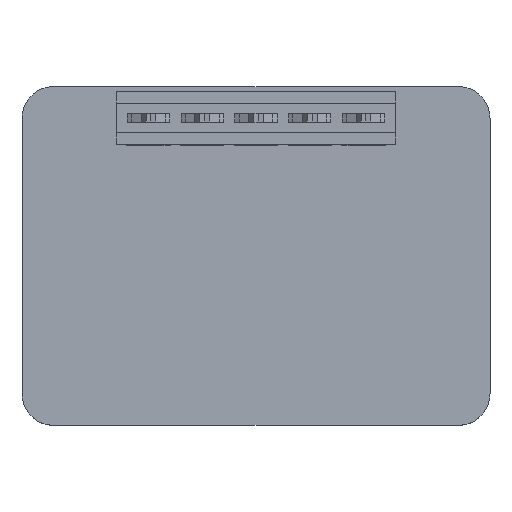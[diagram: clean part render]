
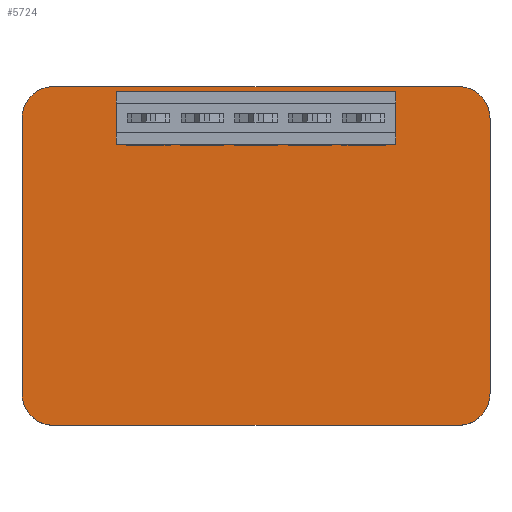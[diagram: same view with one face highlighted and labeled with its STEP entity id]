
A CAD part, top view. The second image highlights one B-rep face of the part: STEP entity #5724.
In plain terms, the highlighted planar face has unit normal (0, 0, 1).
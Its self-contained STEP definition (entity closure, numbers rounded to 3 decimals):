
#10 = VERTEX_POINT ( 'NONE', #5125 ) ;
#22 = AXIS2_PLACEMENT_3D ( 'NONE', #5244, #9365, #9028 ) ;
#437 = CARTESIAN_POINT ( 'NONE',  ( -83.884, 19.793, 39.534 ) ) ;
#480 = ORIENTED_EDGE ( 'NONE', *, *, #4081, .T. ) ;
#788 = CARTESIAN_POINT ( 'NONE',  ( -105.984, 19.793, 39.534 ) ) ;
#1011 = CARTESIAN_POINT ( 'NONE',  ( -94.934, 11.793, 39.534 ) ) ;
#1089 = EDGE_CURVE ( 'NONE', #4833, #3294, #2839, .T. ) ;
#1145 = DIRECTION ( 'NONE',  ( 1., 0., 0. ) ) ;
#1513 = LINE ( 'NONE', #6043, #4131 ) ;
#1742 = AXIS2_PLACEMENT_3D ( 'NONE', #2333, #9095, #6061 ) ;
#1916 = CARTESIAN_POINT ( 'NONE',  ( -85.384, 19.793, 39.534 ) ) ;
#1997 = DIRECTION ( 'NONE',  ( 0., -1., 0. ) ) ;
#2023 = AXIS2_PLACEMENT_3D ( 'NONE', #3416, #4820, #2586 ) ;
#2155 = DIRECTION ( 'NONE',  ( -1., 0., 0. ) ) ;
#2172 = VERTEX_POINT ( 'NONE', #2696 ) ;
#2333 = CARTESIAN_POINT ( 'NONE',  ( -85.384, 5.293, 39.534 ) ) ;
#2563 = VERTEX_POINT ( 'NONE', #8404 ) ;
#2586 = DIRECTION ( 'NONE',  ( 1., 0., 0. ) ) ;
#2592 = FACE_OUTER_BOUND ( 'NONE', #9008, .T. ) ;
#2689 = DIRECTION ( 'NONE',  ( 1., 0., 0. ) ) ;
#2696 = CARTESIAN_POINT ( 'NONE',  ( -105.984, 5.293, 39.534 ) ) ;
#2839 = CIRCLE ( 'NONE', #2023, 1.5 ) ;
#2858 = VERTEX_POINT ( 'NONE', #3881 ) ;
#3038 = LINE ( 'NONE', #7454, #5590 ) ;
#3294 = VERTEX_POINT ( 'NONE', #1916 ) ;
#3416 = CARTESIAN_POINT ( 'NONE',  ( -85.384, 18.293, 39.534 ) ) ;
#3445 = CIRCLE ( 'NONE', #22, 1.5 ) ;
#3515 = VECTOR ( 'NONE', #1997, 1000. ) ;
#3840 = DIRECTION ( 'NONE',  ( -1., 0., 0. ) ) ;
#3845 = ORIENTED_EDGE ( 'NONE', *, *, #7763, .T. ) ;
#3856 = ORIENTED_EDGE ( 'NONE', *, *, #1089, .T. ) ;
#3881 = CARTESIAN_POINT ( 'NONE',  ( -105.984, 18.293, 39.534 ) ) ;
#4081 = EDGE_CURVE ( 'NONE', #6737, #2858, #3445, .T. ) ;
#4131 = VECTOR ( 'NONE', #3840, 1000. ) ;
#4257 = CARTESIAN_POINT ( 'NONE',  ( -83.884, 18.293, 39.534 ) ) ;
#4490 = CIRCLE ( 'NONE', #5769, 1.5 ) ;
#4767 = ORIENTED_EDGE ( 'NONE', *, *, #8618, .T. ) ;
#4820 = DIRECTION ( 'NONE',  ( 0., 0., 1. ) ) ;
#4833 = VERTEX_POINT ( 'NONE', #4257 ) ;
#4891 = LINE ( 'NONE', #437, #3515 ) ;
#4961 = VECTOR ( 'NONE', #6238, 1000. ) ;
#4967 = PLANE ( 'NONE',  #6203 ) ;
#5125 = CARTESIAN_POINT ( 'NONE',  ( -85.384, 3.793, 39.534 ) ) ;
#5244 = CARTESIAN_POINT ( 'NONE',  ( -104.484, 18.293, 39.534 ) ) ;
#5558 = VERTEX_POINT ( 'NONE', #7244 ) ;
#5590 = VECTOR ( 'NONE', #2155, 1000. ) ;
#5724 = ADVANCED_FACE ( 'NONE', ( #2592 ), #4967, .T. ) ;
#5769 = AXIS2_PLACEMENT_3D ( 'NONE', #9433, #5880, #1145 ) ;
#5880 = DIRECTION ( 'NONE',  ( 0., 0., 1. ) ) ;
#5933 = EDGE_CURVE ( 'NONE', #3294, #6737, #1513, .T. ) ;
#6043 = CARTESIAN_POINT ( 'NONE',  ( -83.884, 19.793, 39.534 ) ) ;
#6061 = DIRECTION ( 'NONE',  ( 1., 0., 0. ) ) ;
#6203 = AXIS2_PLACEMENT_3D ( 'NONE', #1011, #9490, #2689 ) ;
#6238 = DIRECTION ( 'NONE',  ( 0., -1., 0. ) ) ;
#6603 = ORIENTED_EDGE ( 'NONE', *, *, #7230, .F. ) ;
#6737 = VERTEX_POINT ( 'NONE', #8372 ) ;
#7230 = EDGE_CURVE ( 'NONE', #4833, #5558, #4891, .T. ) ;
#7244 = CARTESIAN_POINT ( 'NONE',  ( -83.884, 5.293, 39.534 ) ) ;
#7454 = CARTESIAN_POINT ( 'NONE',  ( -83.884, 3.793, 39.534 ) ) ;
#7702 = ORIENTED_EDGE ( 'NONE', *, *, #7927, .F. ) ;
#7763 = EDGE_CURVE ( 'NONE', #2172, #2563, #4490, .T. ) ;
#7775 = ORIENTED_EDGE ( 'NONE', *, *, #8077, .T. ) ;
#7806 = LINE ( 'NONE', #788, #4961 ) ;
#7927 = EDGE_CURVE ( 'NONE', #10, #2563, #3038, .T. ) ;
#8077 = EDGE_CURVE ( 'NONE', #2858, #2172, #7806, .T. ) ;
#8372 = CARTESIAN_POINT ( 'NONE',  ( -104.484, 19.793, 39.534 ) ) ;
#8404 = CARTESIAN_POINT ( 'NONE',  ( -104.484, 3.793, 39.534 ) ) ;
#8618 = EDGE_CURVE ( 'NONE', #10, #5558, #9787, .T. ) ;
#9008 = EDGE_LOOP ( 'NONE', ( #6603, #3856, #9122, #480, #7775, #3845, #7702, #4767 ) ) ;
#9028 = DIRECTION ( 'NONE',  ( 1., 0., 0. ) ) ;
#9095 = DIRECTION ( 'NONE',  ( 0., 0., 1. ) ) ;
#9122 = ORIENTED_EDGE ( 'NONE', *, *, #5933, .T. ) ;
#9365 = DIRECTION ( 'NONE',  ( 0., 0., 1. ) ) ;
#9433 = CARTESIAN_POINT ( 'NONE',  ( -104.484, 5.293, 39.534 ) ) ;
#9490 = DIRECTION ( 'NONE',  ( 0., 0., 1. ) ) ;
#9787 = CIRCLE ( 'NONE', #1742, 1.5 ) ;
